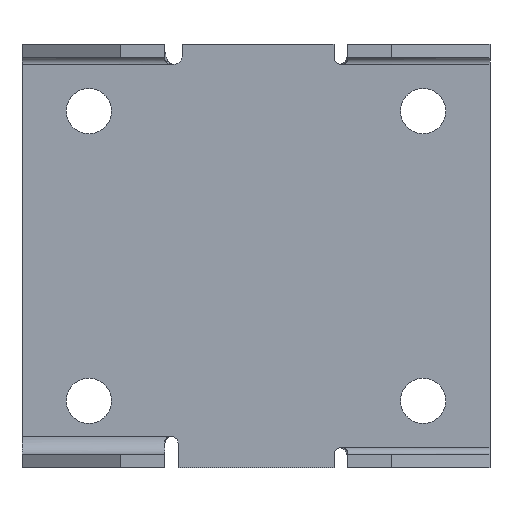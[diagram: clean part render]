
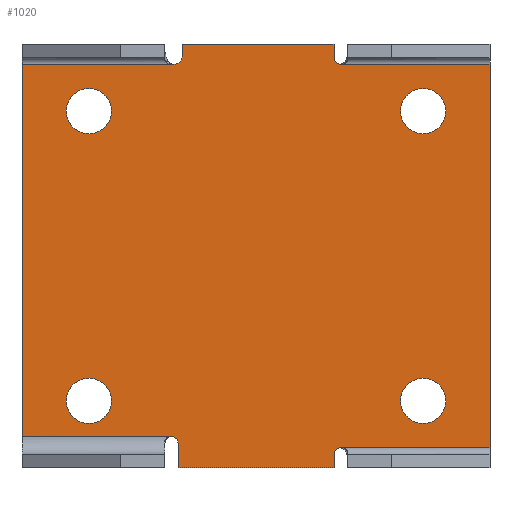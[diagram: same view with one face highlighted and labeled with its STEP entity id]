
A CAD part, front view. The second image highlights one B-rep face of the part: STEP entity #1020.
In plain terms, the highlighted planar face has unit normal (0, -1, 0).
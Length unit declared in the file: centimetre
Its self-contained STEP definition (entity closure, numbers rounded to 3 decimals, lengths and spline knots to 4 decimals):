
#21=FACE_BOUND('',#128,.T.);
#22=FACE_BOUND('',#129,.T.);
#23=FACE_BOUND('',#130,.T.);
#24=FACE_BOUND('',#131,.T.);
#64=FACE_OUTER_BOUND('',#127,.T.);
#127=EDGE_LOOP('',(#692,#693,#694,#695,#696,#697,#698,#699,#700,#701,#702,
#703,#704,#705,#706,#707));
#128=EDGE_LOOP('',(#708));
#129=EDGE_LOOP('',(#709));
#130=EDGE_LOOP('',(#710));
#131=EDGE_LOOP('',(#711));
#202=CIRCLE('',#1088,0.15);
#203=CIRCLE('',#1090,0.15);
#204=CIRCLE('',#1091,0.15);
#205=CIRCLE('',#1092,0.2);
#206=CIRCLE('',#1093,0.5075);
#207=CIRCLE('',#1094,0.5075);
#208=CIRCLE('',#1095,0.5075);
#209=CIRCLE('',#1096,0.5075);
#237=LINE('',#1557,#342);
#238=LINE('',#1561,#343);
#239=LINE('',#1563,#344);
#240=LINE('',#1565,#345);
#241=LINE('',#1569,#346);
#242=LINE('',#1571,#347);
#243=LINE('',#1572,#348);
#244=LINE('',#1574,#349);
#245=LINE('',#1576,#350);
#246=LINE('',#1578,#351);
#247=LINE('',#1582,#352);
#248=LINE('',#1583,#353);
#342=VECTOR('',#1199,0.15);
#343=VECTOR('',#1202,0.55);
#344=VECTOR('',#1203,3.5);
#345=VECTOR('',#1204,0.3);
#346=VECTOR('',#1207,0.15);
#347=VECTOR('',#1208,8.6);
#348=VECTOR('',#1209,3.2);
#349=VECTOR('',#1210,0.3);
#350=VECTOR('',#1211,3.4);
#351=VECTOR('',#1212,0.25);
#352=VECTOR('',#1215,0.2);
#353=VECTOR('',#1216,8.35);
#447=VERTEX_POINT('',#1517);
#450=VERTEX_POINT('',#1551);
#451=VERTEX_POINT('',#1555);
#452=VERTEX_POINT('',#1556);
#453=VERTEX_POINT('',#1558);
#454=VERTEX_POINT('',#1560);
#455=VERTEX_POINT('',#1562);
#456=VERTEX_POINT('',#1564);
#457=VERTEX_POINT('',#1566);
#458=VERTEX_POINT('',#1568);
#459=VERTEX_POINT('',#1570);
#460=VERTEX_POINT('',#1573);
#461=VERTEX_POINT('',#1575);
#462=VERTEX_POINT('',#1577);
#463=VERTEX_POINT('',#1579);
#464=VERTEX_POINT('',#1581);
#465=VERTEX_POINT('',#1584);
#466=VERTEX_POINT('',#1586);
#467=VERTEX_POINT('',#1588);
#468=VERTEX_POINT('',#1590);
#542=EDGE_CURVE('',#450,#447,#202,.T.);
#543=EDGE_CURVE('',#451,#452,#237,.T.);
#544=EDGE_CURVE('',#453,#452,#203,.T.);
#545=EDGE_CURVE('',#454,#453,#238,.T.);
#546=EDGE_CURVE('',#454,#455,#239,.T.);
#547=EDGE_CURVE('',#455,#456,#240,.T.);
#548=EDGE_CURVE('',#457,#456,#204,.T.);
#549=EDGE_CURVE('',#457,#458,#241,.T.);
#550=EDGE_CURVE('',#458,#459,#242,.T.);
#551=EDGE_CURVE('',#459,#447,#243,.T.);
#552=EDGE_CURVE('',#460,#450,#244,.T.);
#553=EDGE_CURVE('',#460,#461,#245,.T.);
#554=EDGE_CURVE('',#461,#462,#246,.T.);
#555=EDGE_CURVE('',#463,#462,#205,.T.);
#556=EDGE_CURVE('',#463,#464,#247,.T.);
#557=EDGE_CURVE('',#464,#451,#248,.T.);
#558=EDGE_CURVE('',#465,#465,#206,.T.);
#559=EDGE_CURVE('',#466,#466,#207,.T.);
#560=EDGE_CURVE('',#467,#467,#208,.T.);
#561=EDGE_CURVE('',#468,#468,#209,.T.);
#692=ORIENTED_EDGE('',*,*,#543,.T.);
#693=ORIENTED_EDGE('',*,*,#544,.F.);
#694=ORIENTED_EDGE('',*,*,#545,.F.);
#695=ORIENTED_EDGE('',*,*,#546,.T.);
#696=ORIENTED_EDGE('',*,*,#547,.T.);
#697=ORIENTED_EDGE('',*,*,#548,.F.);
#698=ORIENTED_EDGE('',*,*,#549,.T.);
#699=ORIENTED_EDGE('',*,*,#550,.T.);
#700=ORIENTED_EDGE('',*,*,#551,.T.);
#701=ORIENTED_EDGE('',*,*,#542,.F.);
#702=ORIENTED_EDGE('',*,*,#552,.F.);
#703=ORIENTED_EDGE('',*,*,#553,.T.);
#704=ORIENTED_EDGE('',*,*,#554,.T.);
#705=ORIENTED_EDGE('',*,*,#555,.F.);
#706=ORIENTED_EDGE('',*,*,#556,.T.);
#707=ORIENTED_EDGE('',*,*,#557,.T.);
#708=ORIENTED_EDGE('',*,*,#558,.F.);
#709=ORIENTED_EDGE('',*,*,#559,.F.);
#710=ORIENTED_EDGE('',*,*,#560,.F.);
#711=ORIENTED_EDGE('',*,*,#561,.F.);
#975=PLANE('',#1089);
#1020=ADVANCED_FACE('',(#64,#21,#22,#23,#24),#975,.T.);
#1088=AXIS2_PLACEMENT_3D('',#1553,#1195,#1196);
#1089=AXIS2_PLACEMENT_3D('',#1554,#1197,#1198);
#1090=AXIS2_PLACEMENT_3D('',#1559,#1200,#1201);
#1091=AXIS2_PLACEMENT_3D('',#1567,#1205,#1206);
#1092=AXIS2_PLACEMENT_3D('',#1580,#1213,#1214);
#1093=AXIS2_PLACEMENT_3D('',#1585,#1217,#1218);
#1094=AXIS2_PLACEMENT_3D('',#1587,#1219,#1220);
#1095=AXIS2_PLACEMENT_3D('',#1589,#1221,#1222);
#1096=AXIS2_PLACEMENT_3D('',#1591,#1223,#1224);
#1195=DIRECTION('center_axis',(0.,-1.,0.));
#1196=DIRECTION('ref_axis',(-1.,0.,0.));
#1197=DIRECTION('center_axis',(0.,-1.,0.));
#1198=DIRECTION('ref_axis',(-1.,0.,0.));
#1199=DIRECTION('',(1.,0.,0.));
#1200=DIRECTION('center_axis',(0.,-1.,0.));
#1201=DIRECTION('ref_axis',(1.,0.,0.));
#1202=DIRECTION('',(0.,0.,1.));
#1203=DIRECTION('',(1.,0.,0.));
#1204=DIRECTION('',(0.,0.,1.));
#1205=DIRECTION('center_axis',(0.,-1.,0.));
#1206=DIRECTION('ref_axis',(0.,0.,1.));
#1207=DIRECTION('',(1.,0.,0.));
#1208=DIRECTION('',(0.,0.,1.));
#1209=DIRECTION('',(-1.,0.,0.));
#1210=DIRECTION('',(0.,0.,-1.));
#1211=DIRECTION('',(-1.,0.,0.));
#1212=DIRECTION('',(0.,0.,-1.));
#1213=DIRECTION('center_axis',(0.,-1.,0.));
#1214=DIRECTION('ref_axis',(0.,0.,-1.));
#1215=DIRECTION('',(-1.,0.,0.));
#1216=DIRECTION('',(0.,0.,-1.));
#1217=DIRECTION('center_axis',(0.,-1.,0.));
#1218=DIRECTION('ref_axis',(0.,0.,1.));
#1219=DIRECTION('center_axis',(0.,-1.,0.));
#1220=DIRECTION('ref_axis',(0.,0.,1.));
#1221=DIRECTION('center_axis',(0.,-1.,0.));
#1222=DIRECTION('ref_axis',(0.,0.,1.));
#1223=DIRECTION('center_axis',(0.,-1.,0.));
#1224=DIRECTION('ref_axis',(0.,0.,1.));
#1517=CARTESIAN_POINT('',(150.05,3.5,48.5));
#1551=CARTESIAN_POINT('',(149.9,3.5,48.65));
#1553=CARTESIAN_POINT('Origin',(150.05,3.5,48.65));
#1554=CARTESIAN_POINT('Origin',(0.,3.5,0.));
#1555=CARTESIAN_POINT('',(142.9,3.5,40.15));
#1556=CARTESIAN_POINT('',(146.25,3.5,40.15));
#1557=CARTESIAN_POINT('',(146.1,3.5,40.15));
#1558=CARTESIAN_POINT('',(146.4,3.5,40.));
#1559=CARTESIAN_POINT('Origin',(146.25,3.5,40.));
#1560=CARTESIAN_POINT('',(146.4,3.5,39.45));
#1561=CARTESIAN_POINT('',(146.4,3.5,39.45));
#1562=CARTESIAN_POINT('',(149.9,3.5,39.45));
#1563=CARTESIAN_POINT('',(146.4,3.5,39.45));
#1564=CARTESIAN_POINT('',(149.9,3.5,39.75));
#1565=CARTESIAN_POINT('',(149.9,3.5,39.45));
#1566=CARTESIAN_POINT('',(150.05,3.5,39.9));
#1567=CARTESIAN_POINT('Origin',(150.05,3.5,39.75));
#1568=CARTESIAN_POINT('',(153.4,3.5,39.9));
#1569=CARTESIAN_POINT('',(150.05,3.5,39.9));
#1570=CARTESIAN_POINT('',(153.4,3.5,48.5));
#1571=CARTESIAN_POINT('',(153.4,3.5,39.9));
#1572=CARTESIAN_POINT('',(153.4,3.5,48.5));
#1573=CARTESIAN_POINT('',(149.9,3.5,48.95));
#1574=CARTESIAN_POINT('',(149.9,3.5,48.95));
#1575=CARTESIAN_POINT('',(146.5,3.5,48.95));
#1576=CARTESIAN_POINT('',(149.9,3.5,48.95));
#1577=CARTESIAN_POINT('',(146.5,3.5,48.7));
#1578=CARTESIAN_POINT('',(146.5,3.5,48.95));
#1579=CARTESIAN_POINT('',(146.3,3.5,48.5));
#1580=CARTESIAN_POINT('Origin',(146.3,3.5,48.7));
#1581=CARTESIAN_POINT('',(142.9,3.5,48.5));
#1582=CARTESIAN_POINT('',(146.3,3.5,48.5));
#1583=CARTESIAN_POINT('',(142.9,3.5,48.5));
#1584=CARTESIAN_POINT('',(144.4,3.5,46.9425));
#1585=CARTESIAN_POINT('Origin',(144.4,3.5,47.45));
#1586=CARTESIAN_POINT('',(151.9,3.5,46.9425));
#1587=CARTESIAN_POINT('Origin',(151.9,3.5,47.45));
#1588=CARTESIAN_POINT('',(144.4,3.5,40.4425));
#1589=CARTESIAN_POINT('Origin',(144.4,3.5,40.95));
#1590=CARTESIAN_POINT('',(151.9,3.5,40.4425));
#1591=CARTESIAN_POINT('Origin',(151.9,3.5,40.95));
